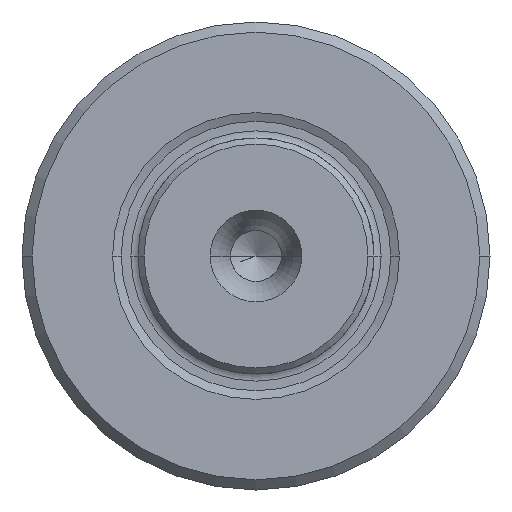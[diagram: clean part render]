
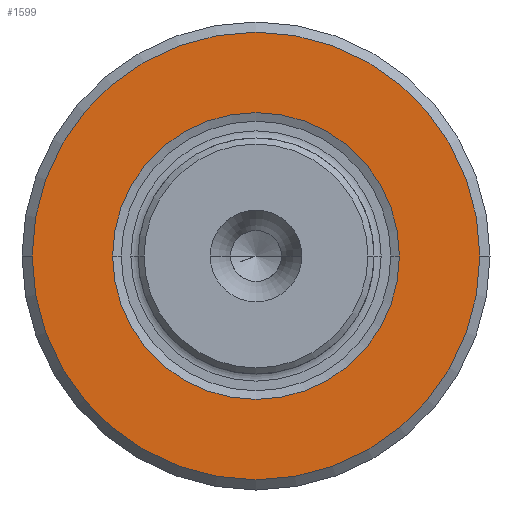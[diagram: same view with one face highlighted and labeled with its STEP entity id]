
A CAD part, front view. The second image highlights one B-rep face of the part: STEP entity #1599.
In plain terms, the highlighted planar face has unit normal (0, -1, 0).
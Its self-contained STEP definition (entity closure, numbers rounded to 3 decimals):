
#197=CARTESIAN_POINT('',(0.,-32.5,0.));
#198=DIRECTION('',(0.,1.,0.));
#199=DIRECTION('',(1.,0.,0.));
#200=AXIS2_PLACEMENT_3D('',#197,#198,#199);
#202=CARTESIAN_POINT('',(0.,-32.5,0.));
#203=DIRECTION('',(0.,1.,0.));
#204=DIRECTION('',(-1.,0.,0.));
#205=AXIS2_PLACEMENT_3D('',#202,#203,#204);
#216=CARTESIAN_POINT('',(0.,-32.5,0.));
#217=DIRECTION('',(0.,1.,0.));
#218=DIRECTION('',(1.,0.,0.));
#219=AXIS2_PLACEMENT_3D('',#216,#217,#218);
#266=CARTESIAN_POINT('',(0.,-32.5,0.));
#267=DIRECTION('',(0.,-1.,0.));
#268=DIRECTION('',(1.,0.,0.));
#269=AXIS2_PLACEMENT_3D('',#266,#267,#268);
#1289=CARTESIAN_POINT('',(7.05,-32.5,0.));
#1290=CARTESIAN_POINT('',(-7.05,-32.5,0.));
#1291=VERTEX_POINT('',#1289);
#1292=VERTEX_POINT('',#1290);
#1324=CARTESIAN_POINT('',(11.,-32.5,0.));
#1325=CARTESIAN_POINT('',(-11.,-32.5,0.));
#1326=VERTEX_POINT('',#1324);
#1327=VERTEX_POINT('',#1325);
#1583=CARTESIAN_POINT('',(0.,-32.5,0.));
#1584=DIRECTION('',(0.,-1.,0.));
#1585=DIRECTION('',(-1.,0.,0.));
#1586=AXIS2_PLACEMENT_3D('',#1583,#1584,#1585);
#1587=PLANE('',#1586);
#1589=ORIENTED_EDGE('',*,*,#1588,.T.);
#1591=ORIENTED_EDGE('',*,*,#1590,.F.);
#1592=EDGE_LOOP('',(#1589,#1591));
#1593=FACE_OUTER_BOUND('',#1592,.F.);
#1594=ORIENTED_EDGE('',*,*,#1573,.F.);
#1596=ORIENTED_EDGE('',*,*,#1595,.F.);
#1597=EDGE_LOOP('',(#1594,#1596));
#1598=FACE_BOUND('',#1597,.F.);
#1599=ADVANCED_FACE('',(#1593,#1598),#1587,.T.);
#201=CIRCLE('',#200,7.05);
#206=CIRCLE('',#205,7.05);
#220=CIRCLE('',#219,11.);
#270=CIRCLE('',#269,11.);
#1573=EDGE_CURVE('',#1291,#1292,#201,.T.);
#1588=EDGE_CURVE('',#1326,#1327,#220,.T.);
#1590=EDGE_CURVE('',#1326,#1327,#270,.T.);
#1595=EDGE_CURVE('',#1292,#1291,#206,.T.);
